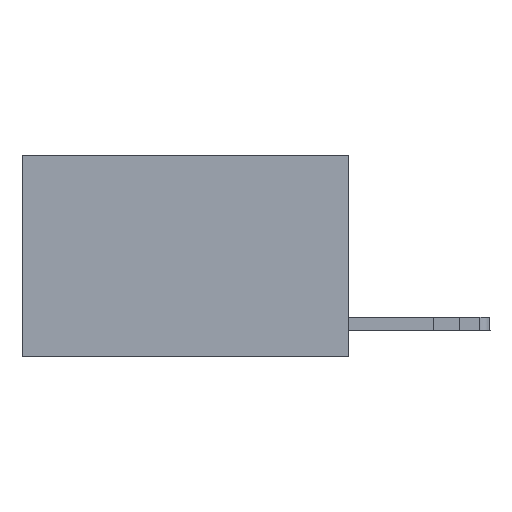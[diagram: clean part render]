
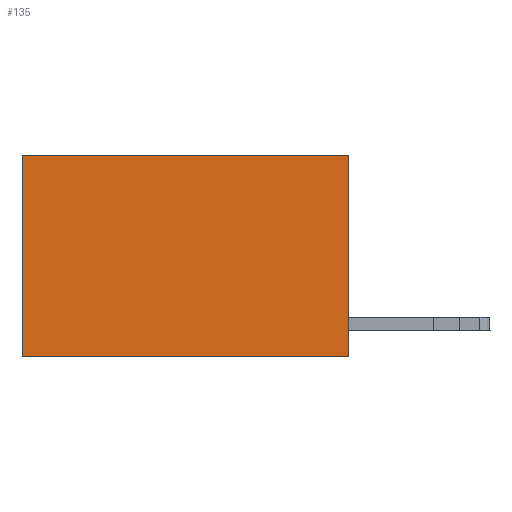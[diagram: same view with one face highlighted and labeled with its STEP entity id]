
A CAD part, left-side view. The second image highlights one B-rep face of the part: STEP entity #135.
In plain terms, the highlighted planar face has unit normal (-1, 0, 0).
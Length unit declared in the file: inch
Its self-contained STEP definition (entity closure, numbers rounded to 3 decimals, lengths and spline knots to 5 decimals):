
#135 = ADVANCED_FACE ( 'NONE', ( #12429 ), #2251, .F. ) ;
#175 = EDGE_CURVE ( 'NONE', #13182, #8272, #14009, .T. ) ;
#648 = CARTESIAN_POINT ( 'NONE',  ( 0.2625, 0.6, -0.37 ) ) ;
#1497 = VECTOR ( 'NONE', #14044, 39.37008 ) ;
#2251 = PLANE ( 'NONE',  #6576 ) ;
#2336 = DIRECTION ( 'NONE',  ( 0., 0., -1. ) ) ;
#2487 = CARTESIAN_POINT ( 'NONE',  ( 0.2625, 0., -0.37 ) ) ;
#2492 = DIRECTION ( 'NONE',  ( 1., 0., 0. ) ) ;
#3473 = EDGE_CURVE ( 'NONE', #4094, #8454, #10066, .T. ) ;
#3757 = CARTESIAN_POINT ( 'NONE',  ( 0.2625, 0., 0. ) ) ;
#3881 = DIRECTION ( 'NONE',  ( 0., 0., -1. ) ) ;
#4042 = CARTESIAN_POINT ( 'NONE',  ( 0.2625, 0., 0. ) ) ;
#4094 = VERTEX_POINT ( 'NONE', #9043 ) ;
#4669 = VECTOR ( 'NONE', #3881, 39.37008 ) ;
#4848 = EDGE_CURVE ( 'NONE', #13182, #4094, #16324, .T. ) ;
#5938 = VECTOR ( 'NONE', #9476, 39.37008 ) ;
#6281 = EDGE_LOOP ( 'NONE', ( #15231, #12995, #10820, #13390 ) ) ;
#6576 = AXIS2_PLACEMENT_3D ( 'NONE', #7357, #2492, #2336 ) ;
#7357 = CARTESIAN_POINT ( 'NONE',  ( 0.2625, 0., 0. ) ) ;
#7437 = DIRECTION ( 'NONE',  ( 0., 0., -1. ) ) ;
#7628 = CARTESIAN_POINT ( 'NONE',  ( 0.2625, 0.6, 0. ) ) ;
#7864 = CARTESIAN_POINT ( 'NONE',  ( 0.2625, 0., -0.37 ) ) ;
#8272 = VERTEX_POINT ( 'NONE', #2487 ) ;
#8454 = VERTEX_POINT ( 'NONE', #648 ) ;
#9043 = CARTESIAN_POINT ( 'NONE',  ( 0.2625, 0.6, 0. ) ) ;
#9476 = DIRECTION ( 'NONE',  ( 0., 1., 0. ) ) ;
#10066 = LINE ( 'NONE', #7628, #4669 ) ;
#10382 = LINE ( 'NONE', #7864, #1497 ) ;
#10820 = ORIENTED_EDGE ( 'NONE', *, *, #175, .F. ) ;
#12214 = EDGE_CURVE ( 'NONE', #8272, #8454, #10382, .T. ) ;
#12429 = FACE_OUTER_BOUND ( 'NONE', #6281, .T. ) ;
#12995 = ORIENTED_EDGE ( 'NONE', *, *, #12214, .F. ) ;
#13182 = VERTEX_POINT ( 'NONE', #13231 ) ;
#13231 = CARTESIAN_POINT ( 'NONE',  ( 0.2625, 0., 0. ) ) ;
#13390 = ORIENTED_EDGE ( 'NONE', *, *, #4848, .T. ) ;
#14009 = LINE ( 'NONE', #3757, #15889 ) ;
#14044 = DIRECTION ( 'NONE',  ( 0., 1., 0. ) ) ;
#15231 = ORIENTED_EDGE ( 'NONE', *, *, #3473, .T. ) ;
#15889 = VECTOR ( 'NONE', #7437, 39.37008 ) ;
#16324 = LINE ( 'NONE', #4042, #5938 ) ;
